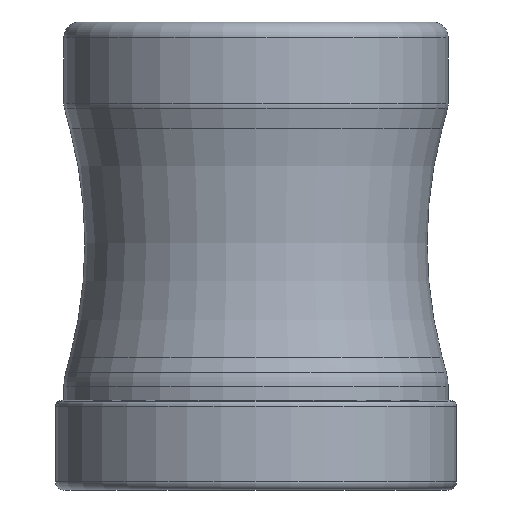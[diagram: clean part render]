
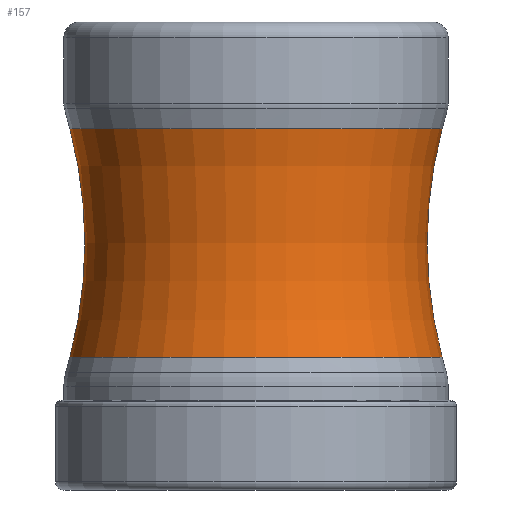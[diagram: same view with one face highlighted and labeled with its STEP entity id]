
A CAD part, front view. The second image highlights one B-rep face of the part: STEP entity #157.
In plain terms, the highlighted toroidal (fillet/blend) face has major radius 58.204 mm and minor radius 41.948 mm.
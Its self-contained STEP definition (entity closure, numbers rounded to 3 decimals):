
#97=TOROIDAL_SURFACE('',#1682,58.204,41.948);
#157=ADVANCED_FACE('',(#273),#97,.F.);
#273=FACE_OUTER_BOUND('',#351,.T.);
#351=EDGE_LOOP('',(#558,#559,#560,#561,#562,#563));
#558=ORIENTED_EDGE('',*,*,#1047,.F.);
#559=ORIENTED_EDGE('',*,*,#1054,.T.);
#560=ORIENTED_EDGE('',*,*,#1053,.T.);
#561=ORIENTED_EDGE('',*,*,#1057,.F.);
#562=ORIENTED_EDGE('',*,*,#1056,.F.);
#563=ORIENTED_EDGE('',*,*,#1055,.F.);
#877=VERTEX_POINT('',#3481);
#878=VERTEX_POINT('',#3483);
#880=VERTEX_POINT('',#3493);
#881=VERTEX_POINT('',#3494);
#882=VERTEX_POINT('',#3496);
#883=VERTEX_POINT('',#3499);
#1047=EDGE_CURVE('',#877,#878,#1290,.T.);
#1053=EDGE_CURVE('',#882,#880,#1295,.T.);
#1054=EDGE_CURVE('',#877,#882,#1296,.T.);
#1055=EDGE_CURVE('',#878,#883,#1297,.T.);
#1056=EDGE_CURVE('',#883,#881,#1298,.T.);
#1057=EDGE_CURVE('',#881,#880,#1299,.T.);
#1290=CIRCLE('',#1668,17.686);
#1295=CIRCLE('',#1676,41.948);
#1296=CIRCLE('',#1677,41.948);
#1297=CIRCLE('',#1678,41.948);
#1298=CIRCLE('',#1679,41.948);
#1299=CIRCLE('',#1681,17.686);
#1668=AXIS2_PLACEMENT_3D('',#3482,#2013,#2014);
#1676=AXIS2_PLACEMENT_3D('',#3495,#2030,#2031);
#1677=AXIS2_PLACEMENT_3D('',#3497,#2032,#2033);
#1678=AXIS2_PLACEMENT_3D('',#3498,#2034,#2035);
#1679=AXIS2_PLACEMENT_3D('',#3500,#2036,#2037);
#1681=AXIS2_PLACEMENT_3D('',#3502,#2040,#2041);
#1682=AXIS2_PLACEMENT_3D('',#3503,#2042,#2043);
#2013=DIRECTION('',(0.,0.,-1.));
#2014=DIRECTION('',(1.,0.,0.));
#2030=DIRECTION('',(0.,1.,0.));
#2031=DIRECTION('',(-0.966,0.,0.259));
#2032=DIRECTION('',(0.,1.,0.));
#2033=DIRECTION('',(-1.,0.,0.));
#2034=DIRECTION('',(0.,-1.,0.));
#2035=DIRECTION('',(1.,0.,0.));
#2036=DIRECTION('',(0.,-1.,0.));
#2037=DIRECTION('',(0.966,0.,0.259));
#2040=DIRECTION('',(0.,0.,1.));
#2041=DIRECTION('',(-1.,0.,0.));
#2042=DIRECTION('',(0.,0.,-1.));
#2043=DIRECTION('',(-1.,0.,0.));
#3481=CARTESIAN_POINT('',(17.686,0.,-31.844));
#3482=CARTESIAN_POINT('',(0.,0.,-31.844));
#3483=CARTESIAN_POINT('',(-17.686,0.,-31.844));
#3493=CARTESIAN_POINT('',(17.686,0.,-10.13));
#3494=CARTESIAN_POINT('',(-17.686,0.,-10.13));
#3495=CARTESIAN_POINT('',(58.204,0.,-20.987));
#3496=CARTESIAN_POINT('',(16.256,0.,-20.987));
#3497=CARTESIAN_POINT('',(58.204,0.,-20.987));
#3498=CARTESIAN_POINT('',(-58.204,0.,-20.987));
#3499=CARTESIAN_POINT('',(-16.256,0.,-20.987));
#3500=CARTESIAN_POINT('',(-58.204,0.,-20.987));
#3502=CARTESIAN_POINT('',(0.,0.,-10.13));
#3503=CARTESIAN_POINT('',(0.,0.,-20.987));
